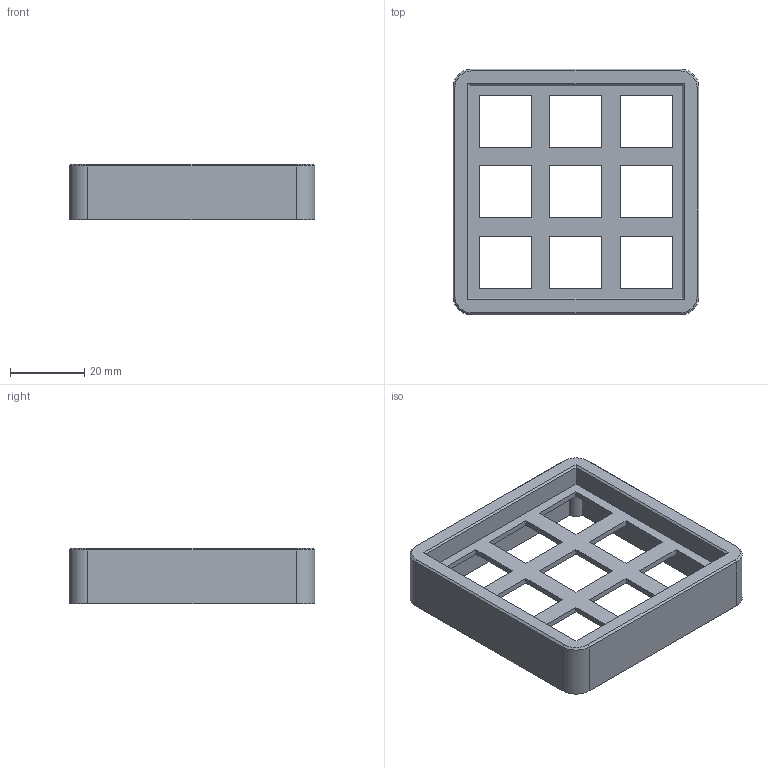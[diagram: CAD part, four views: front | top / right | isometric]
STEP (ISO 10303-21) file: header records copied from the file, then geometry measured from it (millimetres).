
FILE_DESCRIPTION(/* description */ (''),/* implementation_level */ '2;1');
FILE_NAME(/* name */ '5fd0e17471be1b1620dbe2d3',/* time_stamp */ '2020-12-09T14:38:46+00:00',/* author */ (''),/* organization */ (''),/* preprocessor_version */ 'ST-DEVELOPER v16.7',/* originating_system */ $,/* authorisation */ $);
FILE_SCHEMA (('AUTOMOTIVE_DESIGN {1 0 10303 214 3 1 1}'));
Length unit declared in the file: metre
Products named in the file (1): Part 1
Bounding box: 66.15 x 66.15 x 15 mm (x, y, z)
Volume: 18451.6 mm3; surface area: 12972 mm2
Topology: 1 solids, 1 shells, 80 faces, 204 edges, 132 vertices
Faces by surface type: plane 64, cylinder 12, cone 4
Full cylindrical faces by diameter (mm): 3 x4
Entity records: 2426 total; most frequent: CARTESIAN_POINT 413, ORIENTED_EDGE 400, DIRECTION 390, EDGE_CURVE 200, LINE 172, VECTOR 172, VERTEX_POINT 132, AXIS2_PLACEMENT_3D 109
